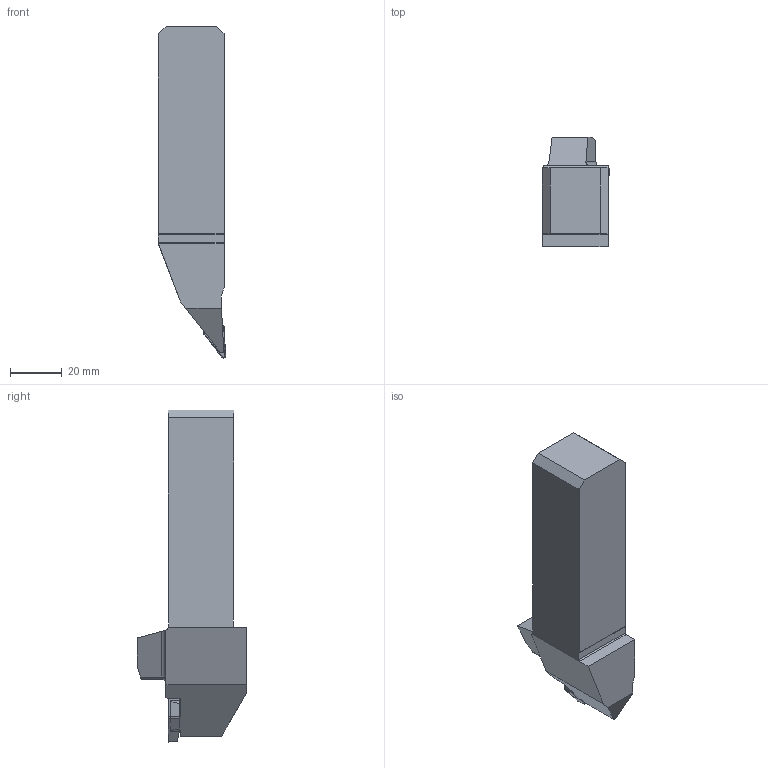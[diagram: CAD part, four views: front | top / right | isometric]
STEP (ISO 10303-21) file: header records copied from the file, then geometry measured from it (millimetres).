
FILE_DESCRIPTION(/* description */ (''),/* implementation_level */ '2;1');
FILE_NAME(/* name */ 'toolassembly_1.stp',/* time_stamp */ '2019-10-29T10:21:54+01:00',/* author */ (''),/* organization */ ('SMS'),/* preprocessor_version */ 'ST-DEVELOPER v16.7',/* originating_system */ 'SIEMENS PLM Software NX 12.0',/* authorisation */ '');
FILE_SCHEMA (('AUTOMOTIVE_DESIGN { 1 0 10303 214 3 1 1 1 }'));
Length unit declared in the file: millimetre
Products named in the file (4): ASSEMBLY_CONSTRUCTION; CUT_20191029102124; NOCUT_20191029102043; TOOLASSEMBLY_1
Assembly tree (3 placements, depth 2):
  TOOLASSEMBLY_1
    NOCUT_20191029102043
    CUT_20191029102124
    ASSEMBLY_CONSTRUCTION
Bounding box: 25.91 x 42.34 x 127.99 mm (x, y, z)
Volume: 74803.2 mm3; surface area: 14070.1 mm2
Topology: 2 solids, 2 shells, 115 faces, 309 edges, 204 vertices
Faces by surface type: plane 63, cylinder 23, extrusion 14, cone 9, torus 3, bspline 2, sphere 1
Full cylindrical faces by diameter (mm): 2.149 x1, 2.5 x1, 3 x1, 4.4 x1
Entity records: 4695 total; most frequent: CARTESIAN_POINT 1722, ORIENTED_EDGE 586, DIRECTION 584, EDGE_CURVE 293, AXIS2_PLACEMENT_3D 205, VERTEX_POINT 193, VECTOR 174, LINE 160
